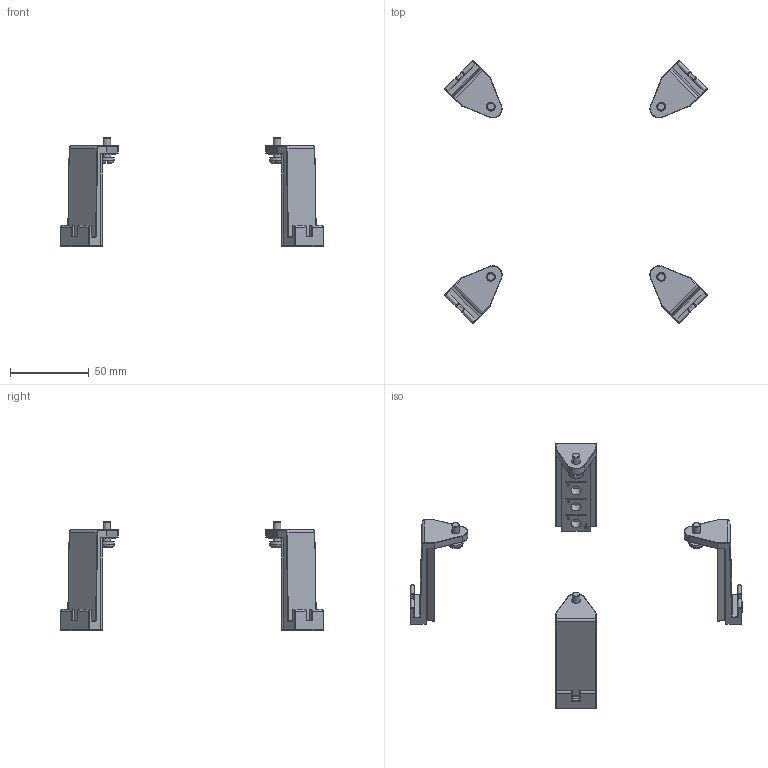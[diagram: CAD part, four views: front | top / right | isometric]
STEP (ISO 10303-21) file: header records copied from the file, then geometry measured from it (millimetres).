
FILE_DESCRIPTION (( 'STEP AP214' ), '1' );
FILE_NAME ('FR4POST.STEP', '2020-10-05T13:56:40', ( '' ), ( '' ), 'SwSTEP 2.0', 'SolidWorks 2019', '' );
FILE_SCHEMA (( 'AUTOMOTIVE_DESIGN' ));
Length unit declared in the file: inch
Products named in the file (1): FR4POST
Bounding box: 166.52 x 166.52 x 68.64 mm (x, y, z)
Volume: 55998.9 mm3; surface area: 30926.4 mm2
Topology: 12 solids, 12 shells, 776 faces, 1880 edges, 1116 vertices
Faces by surface type: plane 328, cylinder 224, bspline 220, cone 4
Full cylindrical faces by diameter (mm): 4.826 x4, 5.5 x4, 5.588 x4, 6.35 x16, 9.474 x4, 11 x4
Entity records: 37125 total; most frequent: CARTESIAN_POINT 10749, ORIENTED_EDGE 3552, DIRECTION 2794, EDGE_CURVE 1776, VERTEX_POINT 1104, VECTOR 1032, LINE 1032, AXIS2_PLACEMENT_3D 881
